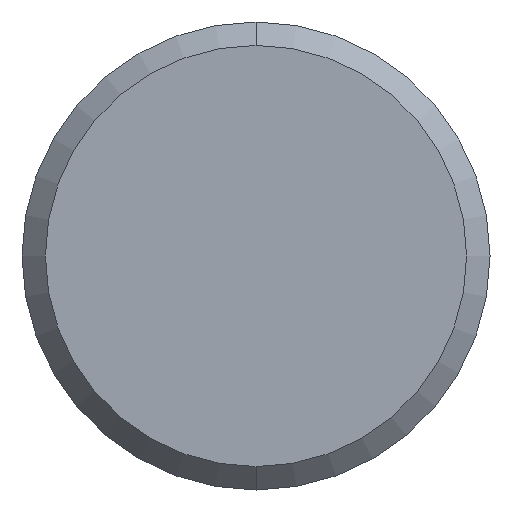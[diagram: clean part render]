
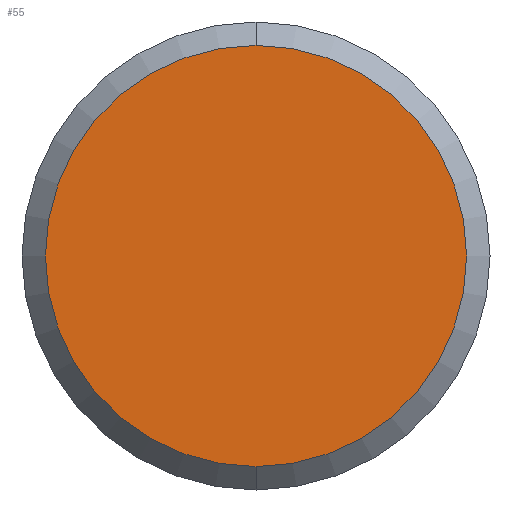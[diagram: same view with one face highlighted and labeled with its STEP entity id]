
A CAD part, front view. The second image highlights one B-rep face of the part: STEP entity #55.
In plain terms, the highlighted planar face has unit normal (0, -1, 0).
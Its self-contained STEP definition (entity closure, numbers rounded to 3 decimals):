
#18 = AXIS2_PLACEMENT_3D ( 'NONE', #41, #132, #222 ) ;
#19 = ORIENTED_EDGE ( 'NONE', *, *, #272, .T. ) ;
#26 = DIRECTION ( 'NONE',  ( 0., 1., 0. ) ) ;
#31 = DIRECTION ( 'NONE',  ( 0., 0., 1. ) ) ;
#41 = CARTESIAN_POINT ( 'NONE',  ( 0., 0., 0. ) ) ;
#42 = CIRCLE ( 'NONE', #138, 1.8 ) ;
#50 = EDGE_LOOP ( 'NONE', ( #65, #19 ) ) ;
#54 = DIRECTION ( 'NONE',  ( 0., -1., 0. ) ) ;
#55 = ADVANCED_FACE ( 'NONE', ( #242 ), #64, .F. ) ;
#59 = VERTEX_POINT ( 'NONE', #204 ) ;
#64 = PLANE ( 'NONE',  #241 ) ;
#65 = ORIENTED_EDGE ( 'NONE', *, *, #135, .T. ) ;
#127 = VERTEX_POINT ( 'NONE', #163 ) ;
#132 = DIRECTION ( 'NONE',  ( 0., -1., 0. ) ) ;
#135 = EDGE_CURVE ( 'NONE', #59, #127, #221, .T. ) ;
#138 = AXIS2_PLACEMENT_3D ( 'NONE', #146, #54, #31 ) ;
#146 = CARTESIAN_POINT ( 'NONE',  ( 0., 0., 0. ) ) ;
#161 = DIRECTION ( 'NONE',  ( 0., 0., 1. ) ) ;
#163 = CARTESIAN_POINT ( 'NONE',  ( 0., 0., -1.8 ) ) ;
#204 = CARTESIAN_POINT ( 'NONE',  ( 0., 0., 1.8 ) ) ;
#221 = CIRCLE ( 'NONE', #18, 1.8 ) ;
#222 = DIRECTION ( 'NONE',  ( 0., 0., 1. ) ) ;
#241 = AXIS2_PLACEMENT_3D ( 'NONE', #243, #26, #161 ) ;
#242 = FACE_OUTER_BOUND ( 'NONE', #50, .T. ) ;
#243 = CARTESIAN_POINT ( 'NONE',  ( 0., 0., 0. ) ) ;
#272 = EDGE_CURVE ( 'NONE', #127, #59, #42, .T. ) ;
